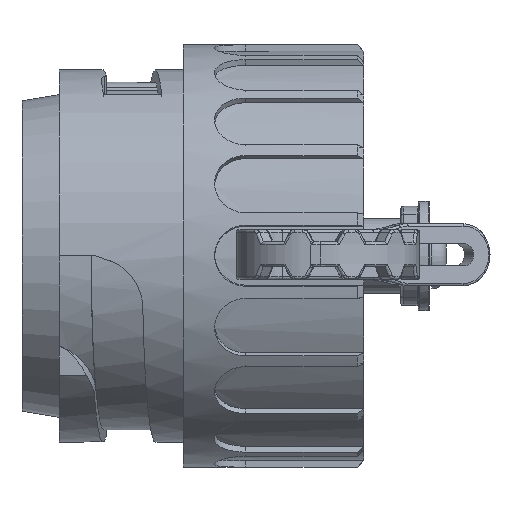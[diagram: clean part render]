
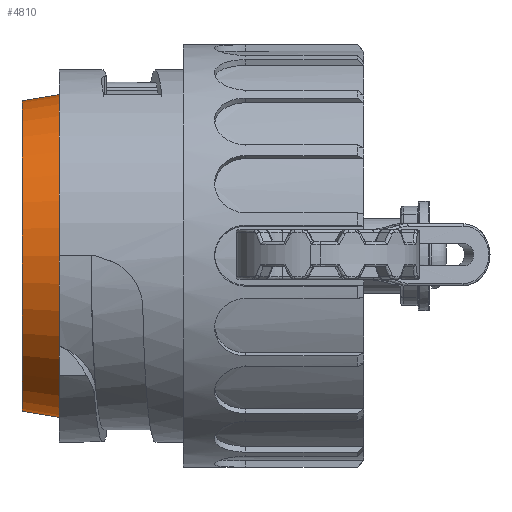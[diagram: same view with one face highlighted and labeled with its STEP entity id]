
A CAD part, top view. The second image highlights one B-rep face of the part: STEP entity #4810.
In plain terms, the highlighted conical face has half-angle 9.462 degrees and reference radius 12.5 mm.
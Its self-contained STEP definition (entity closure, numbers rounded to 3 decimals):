
#3574=CONICAL_SURFACE('',#11926,12.5,9.462);
#3596=FACE_BOUND('',#5988,.T.);
#3597=FACE_BOUND('',#5989,.T.);
#3701=CIRCLE('',#11923,13.);
#3702=CIRCLE('',#11925,12.5);
#4810=ADVANCED_FACE('',(#3596,#3597),#3574,.T.);
#5988=EDGE_LOOP('',(#7193));
#5989=EDGE_LOOP('',(#7194));
#7193=ORIENTED_EDGE('',*,*,#9983,.F.);
#7194=ORIENTED_EDGE('',*,*,#9984,.T.);
#9098=VERTEX_POINT('',#16098);
#9099=VERTEX_POINT('',#16101);
#9983=EDGE_CURVE('',#9098,#9098,#3701,.T.);
#9984=EDGE_CURVE('',#9099,#9099,#3702,.T.);
#11923=AXIS2_PLACEMENT_3D('',#16097,#13139,#13140);
#11925=AXIS2_PLACEMENT_3D('',#16100,#13143,#13144);
#11926=AXIS2_PLACEMENT_3D('',#16102,#13145,#13146);
#13139=DIRECTION('',(1.,0.,0.));
#13140=DIRECTION('',(0.,1.,0.));
#13143=DIRECTION('',(1.,0.,0.));
#13144=DIRECTION('',(0.,1.,0.));
#13145=DIRECTION('',(1.,0.,0.));
#13146=DIRECTION('',(0.,1.,0.));
#16097=CARTESIAN_POINT('',(3.,0.,0.));
#16098=CARTESIAN_POINT('',(3.,13.,0.));
#16100=CARTESIAN_POINT('',(0.,0.,0.));
#16101=CARTESIAN_POINT('',(0.,12.5,0.));
#16102=CARTESIAN_POINT('',(0.,0.,0.));
